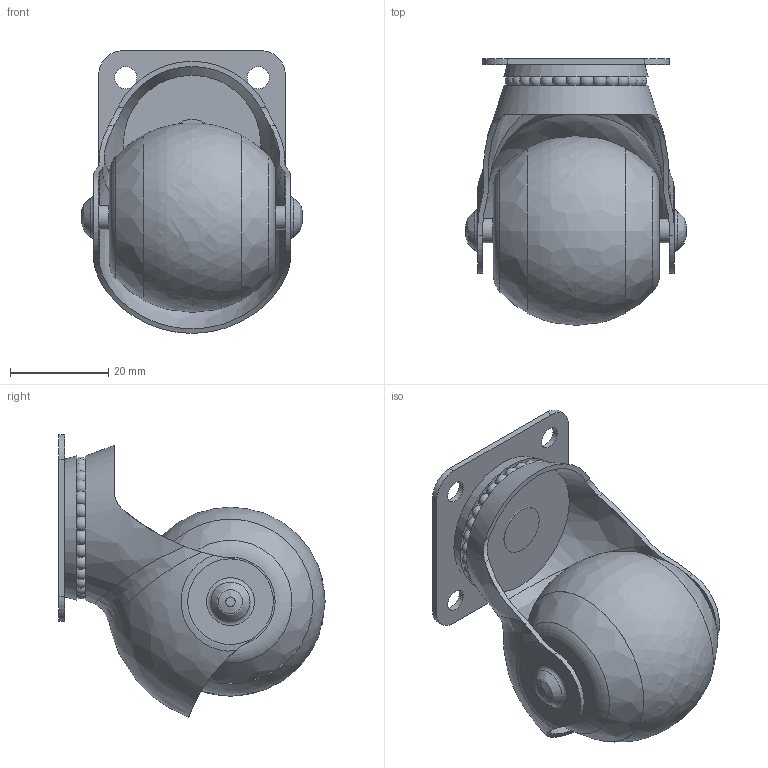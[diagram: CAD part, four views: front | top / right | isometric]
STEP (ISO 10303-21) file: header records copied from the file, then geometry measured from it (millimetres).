
FILE_DESCRIPTION(/* description */ (''),/* implementation_level */ '2;1');
FILE_NAME(/* name */ 'Rueda giratoria 40 mm.stp',/* time_stamp */ '2019-02-04T12:45:09-03:00',/* author */ ('aleonarduzzi'),/* organization */ (''),/* preprocessor_version */ 'ST-DEVELOPER v15.2',/* originating_system */ 'Autodesk Inventor 2014',/* authorisation */ '');
FILE_SCHEMA (('CONFIG_CONTROL_DESIGN'));
Length unit declared in the file: millimetre
Products named in the file (1): Rueda giratoria 40 mm hofer 334
Bounding box: 45 x 54.3 x 57.56 mm (x, y, z)
Volume: 59186.4 mm3; surface area: 20274 mm2
Topology: 5 solids, 5 shells, 108 faces, 316 edges, 227 vertices
Faces by surface type: plane 32, sphere 30, cylinder 19, torus 13, bspline 12, cone 2
Full cylindrical faces by diameter (mm): 4.5 x4, 4.9 x2, 10 x2
Entity records: 3669 total; most frequent: CARTESIAN_POINT 1202, DIRECTION 482, ORIENTED_EDGE 408, EDGE_LOOP 234, AXIS2_PLACEMENT_3D 227, EDGE_CURVE 204, VERTEX_POINT 164, FACE_BOUND 163
